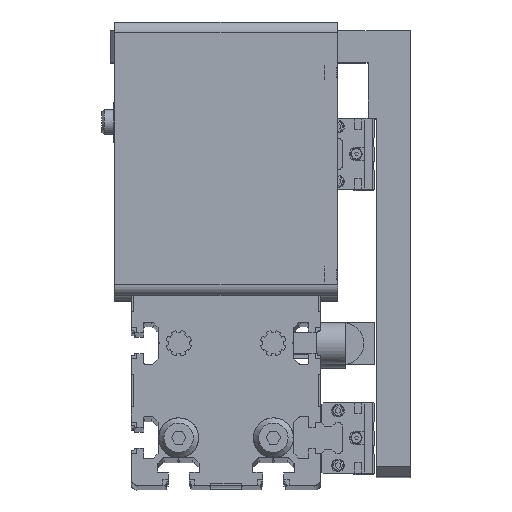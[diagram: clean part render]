
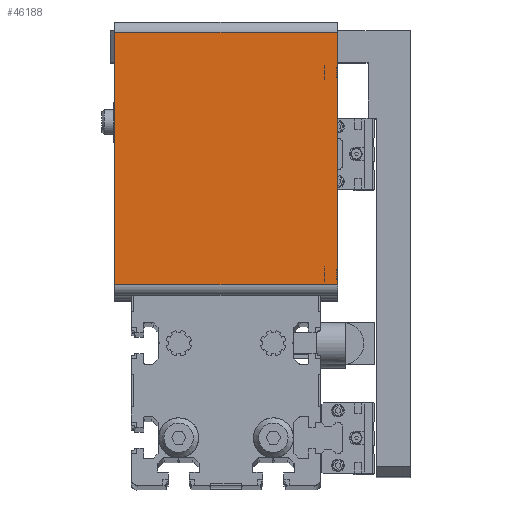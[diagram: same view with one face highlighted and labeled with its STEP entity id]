
A CAD part, top view. The second image highlights one B-rep face of the part: STEP entity #46188.
In plain terms, the highlighted face is planar.
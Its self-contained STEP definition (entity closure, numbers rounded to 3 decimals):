
#1959=PLANE('',#48871);
#4347=FACE_OUTER_BOUND('',#6842,.T.);
#6842=EDGE_LOOP('',(#32919,#32920,#32921,#32922));
#9689=LINE('',#66560,#14587);
#9690=LINE('',#66563,#14588);
#9691=LINE('',#66565,#14589);
#9692=LINE('',#66566,#14590);
#14587=VECTOR('',#53404,10.);
#14588=VECTOR('',#53407,10.);
#14589=VECTOR('',#53408,10.);
#14590=VECTOR('',#53409,10.);
#21203=VERTEX_POINT('',#66554);
#21205=VERTEX_POINT('',#66558);
#21206=VERTEX_POINT('',#66562);
#21207=VERTEX_POINT('',#66564);
#25886=EDGE_CURVE('',#21203,#21205,#9689,.T.);
#25887=EDGE_CURVE('',#21203,#21206,#9690,.T.);
#25888=EDGE_CURVE('',#21207,#21205,#9691,.T.);
#25889=EDGE_CURVE('',#21206,#21207,#9692,.T.);
#32919=ORIENTED_EDGE('',*,*,#25887,.F.);
#32920=ORIENTED_EDGE('',*,*,#25886,.T.);
#32921=ORIENTED_EDGE('',*,*,#25888,.F.);
#32922=ORIENTED_EDGE('',*,*,#25889,.F.);
#46188=ADVANCED_FACE('',(#4347),#1959,.T.);
#48871=AXIS2_PLACEMENT_3D('',#66561,#53405,#53406);
#53404=DIRECTION('',(0.,0.,-1.));
#53405=DIRECTION('center_axis',(-1.,0.,0.));
#53406=DIRECTION('ref_axis',(0.,1.,0.));
#53407=DIRECTION('',(0.,-1.,0.));
#53408=DIRECTION('',(0.,1.,0.));
#53409=DIRECTION('',(0.,0.,-1.));
#66554=CARTESIAN_POINT('',(0.,125.,0.));
#66558=CARTESIAN_POINT('',(0.,125.,-106.));
#66560=CARTESIAN_POINT('',(0.,125.,0.));
#66561=CARTESIAN_POINT('Origin',(0.,5.,0.));
#66562=CARTESIAN_POINT('',(0.,5.,0.));
#66563=CARTESIAN_POINT('',(0.,125.,0.));
#66564=CARTESIAN_POINT('',(0.,5.,-106.));
#66565=CARTESIAN_POINT('',(0.,125.,-106.));
#66566=CARTESIAN_POINT('',(0.,5.,0.));
